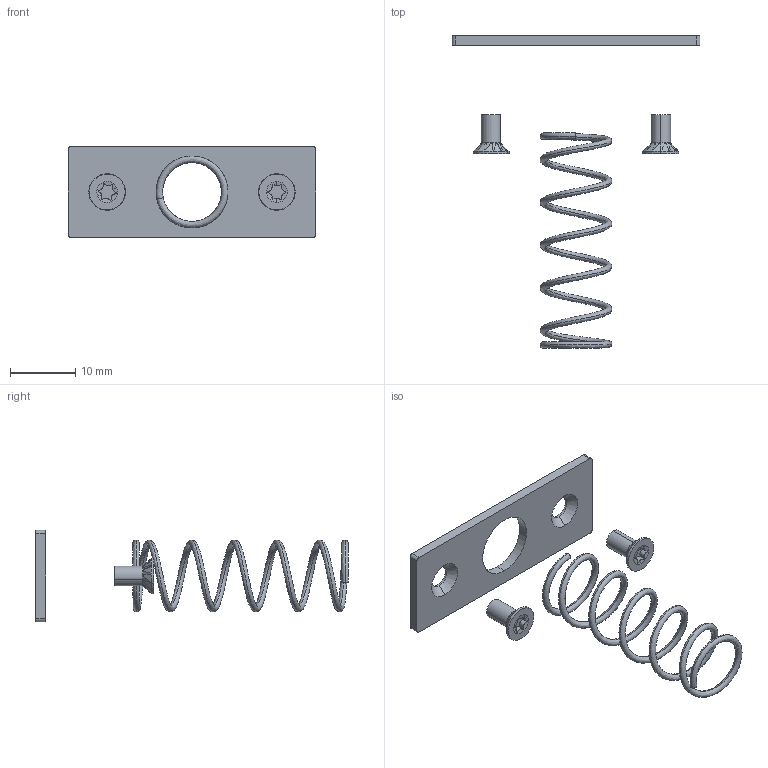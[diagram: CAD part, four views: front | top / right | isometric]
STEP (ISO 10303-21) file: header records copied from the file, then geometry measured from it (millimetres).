
FILE_DESCRIPTION (( 'STEP AP203' ), '1' );
FILE_NAME ('Verstärkungsset.STEP', '2025-03-27T07:58:59', ( '' ), ( '' ), 'SwSTEP 2.0', 'SolidWorks 2023', '' );
FILE_SCHEMA (( 'CONFIG_CONTROL_DESIGN' ));
Length unit declared in the file: millimetre
Products named in the file (4): Verstärkungsset; 000037458_000037458; D001572142-001; D001563651-001
Assembly tree (4 placements, depth 2):
  Verstärkungsset
    D001563651-001
    D001572142-001
    000037458_000037458  x2
Bounding box: 38 x 47.89 x 14 mm (x, y, z)
Volume: 912.4 mm3; surface area: 1966.5 mm2
Topology: 4 solids, 4 shells, 142 faces, 288 edges, 156 vertices
Faces by surface type: plane 86, cone 32, cylinder 18, bspline 6
Entity records: 4688 total; most frequent: CARTESIAN_POINT 2504, DIRECTION 386, ORIENTED_EDGE 344, EDGE_CURVE 172, AXIS2_PLACEMENT_3D 152, VERTEX_POINT 96, EDGE_LOOP 90, ADVANCED_FACE 83
